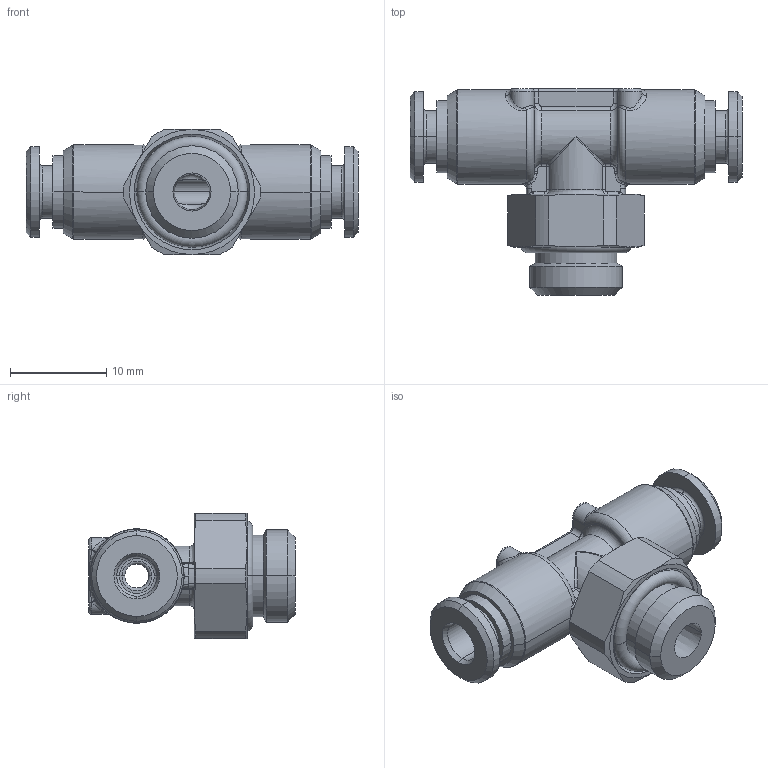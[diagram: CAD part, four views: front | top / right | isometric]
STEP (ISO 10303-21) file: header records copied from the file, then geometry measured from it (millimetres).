
FILE_DESCRIPTION(( 'MXM.21.04.18.stp' ), '1');
FILE_NAME( 'MXM.21.04.18.stp', '2018-09-04T16:08:34',( 'Sopra'),('sopra-pneumatic.com'), 'SwSTEP 2.0','SolidWorks 2009','' );
FILE_SCHEMA(('CONFIG_CONTROL_DESIGN'));
Length unit declared in the file: millimetre
Products named in the file (1): 384304B_921X4M-4FF-1-8
Bounding box: 34.5 x 21.45 x 13 mm (x, y, z)
Volume: 2633.2 mm3; surface area: 3002 mm2
Topology: 2 solids, 2 shells, 294 faces, 683 edges, 398 vertices
Faces by surface type: cylinder 86, bspline 56, torus 54, plane 52, cone 42, sphere 4
Entity records: 11442 total; most frequent: CARTESIAN_POINT 5008, ORIENTED_EDGE 1366, DIRECTION 1335, EDGE_CURVE 683, AXIS2_PLACEMENT_3D 572, VERTEX_POINT 398, CIRCLE 334, EDGE_LOOP 313
